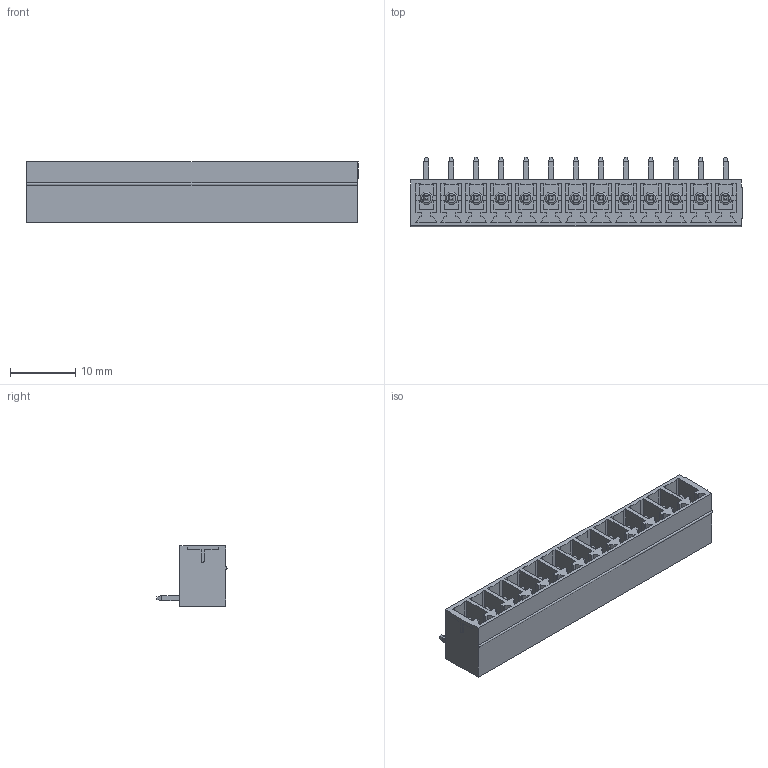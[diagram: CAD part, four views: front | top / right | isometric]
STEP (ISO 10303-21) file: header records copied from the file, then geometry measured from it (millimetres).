
FILE_DESCRIPTION( ( 'Unknown' ), '1' );
FILE_NAME( '691322310013.stp', 'Unknown', ( 'Unknown' ), ( 'Unknown' ), 'PSStep 14.0', 'Unknown', ' ' );
FILE_SCHEMA( ( 'AUTOMOTIVE_DESIGN { 1 0 10303 214 1 1 1 1 }' ) );
Length unit declared in the file: millimetre
Products named in the file (3): Assem1; 6913213000xx_PIN; 691321300013
Assembly tree (14 placements, depth 2):
  Assem1
    6913213000xx_PIN  x13
    691321300013
Bounding box: 50.72 x 10.7 x 9.2 mm (x, y, z)
Volume: 1641.8 mm3; surface area: 4891.4 mm2
Topology: 14 solids, 14 shells, 804 faces, 2159 edges, 1396 vertices
Faces by surface type: plane 736, cylinder 55, torus 13
Full cylindrical faces by diameter (mm): 1.9 x13
Entity records: 23961 total; most frequent: CARTESIAN_POINT 3410, ORIENTED_EDGE 3352, DIRECTION 3005, EDGE_CURVE 1676, LINE 1577, VECTOR 1577, VERTEX_POINT 1119, AXIS2_PLACEMENT_3D 714
